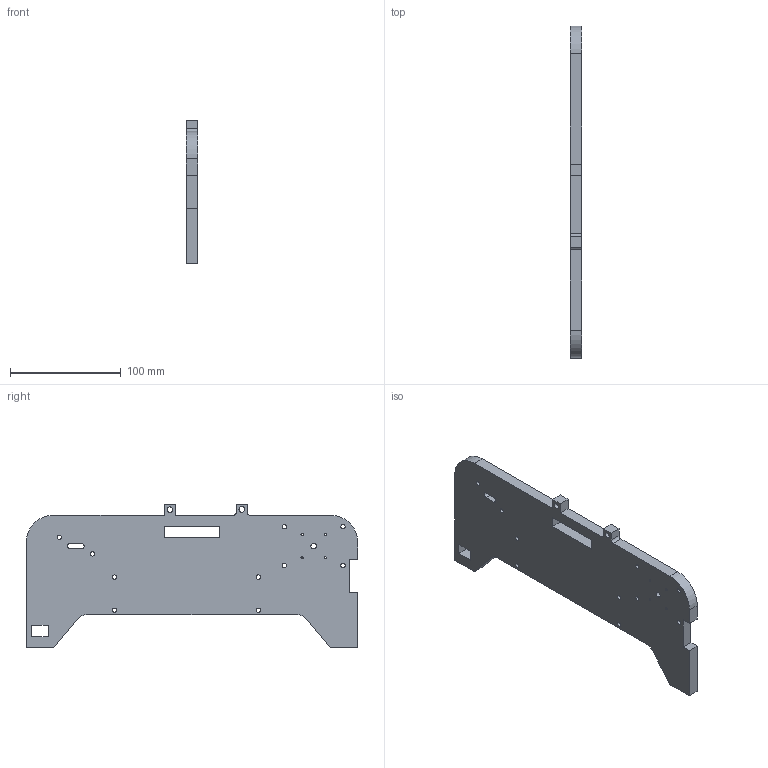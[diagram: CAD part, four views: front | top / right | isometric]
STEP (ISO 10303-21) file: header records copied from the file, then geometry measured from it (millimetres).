
FILE_DESCRIPTION(/* description */ (''),/* implementation_level */ '2;1');
FILE_NAME(/* name */ '',/* time_stamp */ '2023-02-19T14:56:25+03:00',/* author */ (''),/* organization */ (''),/* preprocessor_version */ 'ST-DEVELOPER v19.2',/* originating_system */ 'Autodesk Translation Framework v11.17.0.187',/* authorisation */ '');
FILE_SCHEMA (('AUTOMOTIVE_DESIGN { 1 0 10303 214 3 1 1 }'));
Length unit declared in the file: millimetre
Products named in the file (1): Конвеер Сторона
Bounding box: 10 x 300 x 130 mm (x, y, z)
Volume: 280334.5 mm3; surface area: 69097.1 mm2
Topology: 1 solids, 1 shells, 57 faces, 165 edges, 110 vertices
Faces by surface type: plane 32, cylinder 25
Full cylindrical faces by diameter (mm): 2 x4, 4 x10, 5 x2, 5.035 x1
Entity records: 2002 total; most frequent: CARTESIAN_POINT 333, DIRECTION 331, ORIENTED_EDGE 330, EDGE_CURVE 165, LINE 115, VECTOR 115, VERTEX_POINT 110, AXIS2_PLACEMENT_3D 108
